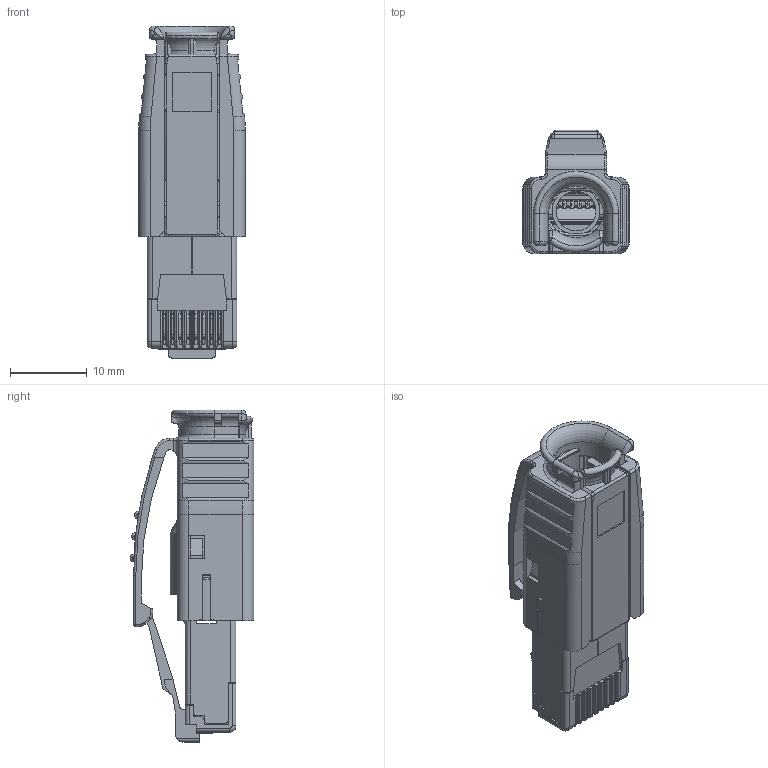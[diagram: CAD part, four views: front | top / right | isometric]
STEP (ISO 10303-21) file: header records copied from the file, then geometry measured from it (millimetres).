
FILE_DESCRIPTION(('CATIA V5 STEP Exchange','CAx-IF Rec.Pracs.--- Model Styling and Organization---1.4--- 2014-01-23'),'2;1');
FILE_NAME ('028587-3_0', '2022-02-17T13:57:03+00:00', ('none'), ('Weidmueller'), 'CATIA Version 5-6 Release 2016 SP3 HF44', 'CATIA V5 STEP AP214', 'none');
FILE_SCHEMA(('AUTOMOTIVE_DESIGN { 1 0 10303 214 1 1 1 1 }'));
Products named in the file (1): 1963590000
Bounding box: 13.9 x 16.15 x 43.3 mm (x, y, z)
Volume: 2708.6 mm3; surface area: 6943.4 mm2
Topology: 13 solids, 13 shells, 1979 faces, 5387 edges, 3396 vertices
Faces by surface type: plane 1180, cylinder 547, torus 109, bspline 109, sphere 17, cone 17
Entity records: 68217 total; most frequent: CARTESIAN_POINT 21500, ORIENTED_EDGE 10722, DIRECTION 7949, EDGE_CURVE 5361, VECTOR 3707, LINE 3707, VERTEX_POINT 3396, AXIS2_PLACEMENT_3D 2374
